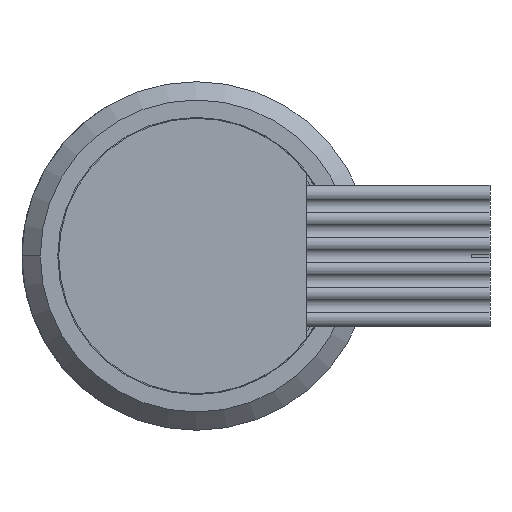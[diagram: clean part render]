
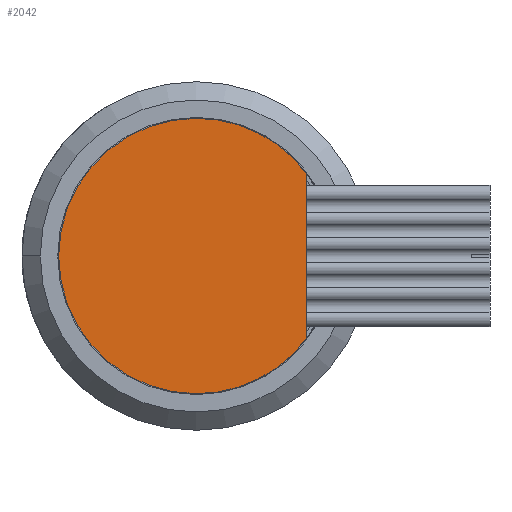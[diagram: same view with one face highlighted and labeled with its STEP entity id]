
A CAD part, left-side view. The second image highlights one B-rep face of the part: STEP entity #2042.
In plain terms, the highlighted planar face has unit normal (-1, 0, 0).
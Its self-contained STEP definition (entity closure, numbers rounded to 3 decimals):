
#132 = VERTEX_POINT ( 'NONE', #2049 ) ;
#135 = VERTEX_POINT ( 'NONE', #2057 ) ;
#193 = ORIENTED_EDGE ( 'NONE', *, *, #701, .F. ) ;
#194 = ORIENTED_EDGE ( 'NONE', *, *, #3009, .T. ) ;
#195 = ORIENTED_EDGE ( 'NONE', *, *, #679, .T. ) ;
#196 = ORIENTED_EDGE ( 'NONE', *, *, #3010, .T. ) ;
#679 = EDGE_CURVE ( 'NONE', #3626, #3627, #1811, .T. ) ;
#701 = EDGE_CURVE ( 'NONE', #132, #135, #1843, .T. ) ;
#853 = FACE_OUTER_BOUND ( 'NONE', #3635, .T. ) ;
#941 = CARTESIAN_POINT ( 'NONE',  ( -67.25, 0., 0. ) ) ;
#942 = DIRECTION ( 'NONE',  ( -1., 0., 0. ) ) ;
#943 = DIRECTION ( 'NONE',  ( 0., 0., 1. ) ) ;
#944 = CARTESIAN_POINT ( 'NONE',  ( -67.25, 0., 0. ) ) ;
#945 = DIRECTION ( 'NONE',  ( -1., 0., 0. ) ) ;
#946 = DIRECTION ( 'NONE',  ( 0., 0., 1. ) ) ;
#1054 = CARTESIAN_POINT ( 'NONE',  ( -67.25, 0., 7.5 ) ) ;
#1055 = CARTESIAN_POINT ( 'NONE',  ( -67.25, 0., -7.5 ) ) ;
#1439 = CARTESIAN_POINT ( 'NONE',  ( -67.25, -6., -4.5 ) ) ;
#1445 = DIRECTION ( 'NONE',  ( 0., 0., -1. ) ) ;
#1723 = CARTESIAN_POINT ( 'NONE',  ( -67.25, 0., 0. ) ) ;
#1724 = DIRECTION ( 'NONE',  ( -1., 0., 0. ) ) ;
#1725 = DIRECTION ( 'NONE',  ( 0., 0., 1. ) ) ;
#1811 = CIRCLE ( 'NONE', #2497, 7.5 ) ;
#1843 = LINE ( 'NONE', #1439, #1847 ) ;
#1847 = VECTOR ( 'NONE', #1445, 1000. ) ;
#1987 = AXIS2_PLACEMENT_3D ( 'NONE', #941, #942, #943 ) ;
#1988 = AXIS2_PLACEMENT_3D ( 'NONE', #944, #945, #946 ) ;
#2042 = ADVANCED_FACE ( 'NONE', ( #853 ), #3277, .T. ) ;
#2049 = CARTESIAN_POINT ( 'NONE',  ( -67.25, -6., 4.5 ) ) ;
#2057 = CARTESIAN_POINT ( 'NONE',  ( -67.25, -6., -4.5 ) ) ;
#2355 = CIRCLE ( 'NONE', #1987, 7.5 ) ;
#2356 = CIRCLE ( 'NONE', #1988, 7.5 ) ;
#2497 = AXIS2_PLACEMENT_3D ( 'NONE', #1723, #1724, #1725 ) ;
#3009 = EDGE_CURVE ( 'NONE', #132, #3626, #2355, .T. ) ;
#3010 = EDGE_CURVE ( 'NONE', #3627, #135, #2356, .T. ) ;
#3273 = CARTESIAN_POINT ( 'NONE',  ( -67.25, 0., 0. ) ) ;
#3277 = PLANE ( 'NONE',  #3418 ) ;
#3279 = DIRECTION ( 'NONE',  ( -1., 0., 0. ) ) ;
#3280 = DIRECTION ( 'NONE',  ( 0., 0., 1. ) ) ;
#3418 = AXIS2_PLACEMENT_3D ( 'NONE', #3273, #3279, #3280 ) ;
#3626 = VERTEX_POINT ( 'NONE', #1054 ) ;
#3627 = VERTEX_POINT ( 'NONE', #1055 ) ;
#3635 = EDGE_LOOP ( 'NONE', ( #193, #194, #195, #196 ) ) ;
